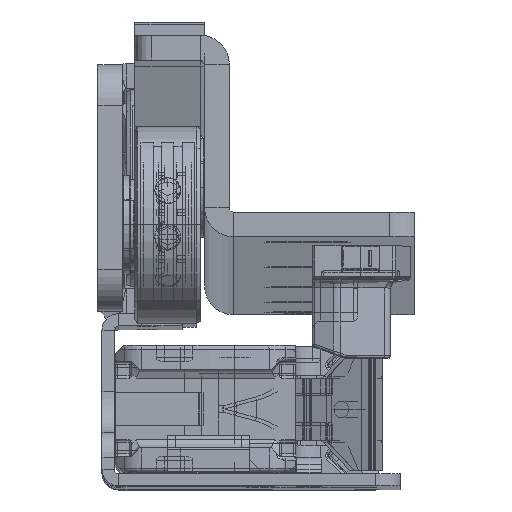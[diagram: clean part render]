
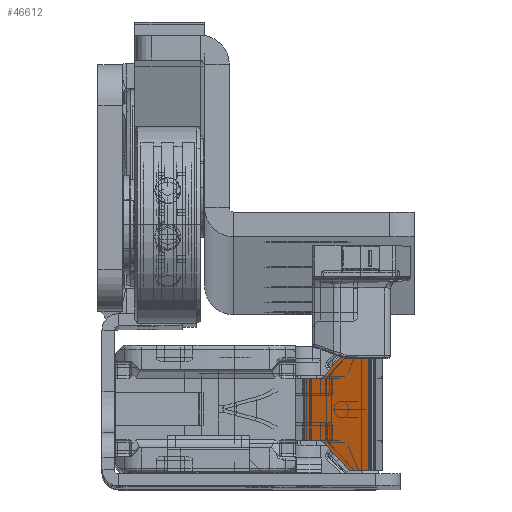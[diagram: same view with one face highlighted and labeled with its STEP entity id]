
A CAD part, top view. The second image highlights one B-rep face of the part: STEP entity #46612.
In plain terms, the highlighted face is planar.
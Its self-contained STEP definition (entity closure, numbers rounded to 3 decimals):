
#592 = DIRECTION ( 'NONE',  ( 0., 0.707, -0.707 ) ) ;
#1123 = VERTEX_POINT ( 'NONE', #65487 ) ;
#4221 = EDGE_CURVE ( 'NONE', #119601, #19842, #34647, .T. ) ;
#4306 = ORIENTED_EDGE ( 'NONE', *, *, #111325, .T. ) ;
#4874 = CARTESIAN_POINT ( 'NONE',  ( 0., 6., 7.5 ) ) ;
#6596 = DIRECTION ( 'NONE',  ( 0., -1., 0. ) ) ;
#6911 = VECTOR ( 'NONE', #115562, 1000. ) ;
#7693 = ORIENTED_EDGE ( 'NONE', *, *, #67528, .T. ) ;
#7912 = CARTESIAN_POINT ( 'NONE',  ( 0., -2.777, 3.75 ) ) ;
#10644 = CARTESIAN_POINT ( 'NONE',  ( 0., 6., -7.5 ) ) ;
#10927 = ORIENTED_EDGE ( 'NONE', *, *, #125397, .F. ) ;
#11662 = LINE ( 'NONE', #116490, #117951 ) ;
#12011 = LINE ( 'NONE', #83497, #123141 ) ;
#12375 = VERTEX_POINT ( 'NONE', #52578 ) ;
#14049 = VERTEX_POINT ( 'NONE', #24088 ) ;
#15573 = CARTESIAN_POINT ( 'NONE',  ( 0., -2.777, -3.75 ) ) ;
#17038 = VERTEX_POINT ( 'NONE', #41128 ) ;
#17117 = PLANE ( 'NONE',  #121122 ) ;
#18884 = CARTESIAN_POINT ( 'NONE',  ( 0., 3.25, -7.5 ) ) ;
#19842 = VERTEX_POINT ( 'NONE', #38223 ) ;
#19856 = VECTOR ( 'NONE', #592, 1000. ) ;
#20725 = VERTEX_POINT ( 'NONE', #7912 ) ;
#21565 = CARTESIAN_POINT ( 'NONE',  ( 0., -0.914, 4.75 ) ) ;
#24088 = CARTESIAN_POINT ( 'NONE',  ( 0., 6., -7.5 ) ) ;
#28304 = EDGE_CURVE ( 'NONE', #12375, #14049, #94405, .T. ) ;
#28655 = AXIS2_PLACEMENT_3D ( 'NONE', #21565, #50225, #92370 ) ;
#34647 = LINE ( 'NONE', #97248, #91911 ) ;
#36268 = EDGE_CURVE ( 'NONE', #97550, #14049, #50851, .T. ) ;
#38223 = CARTESIAN_POINT ( 'NONE',  ( 0., -0.914, -3.75 ) ) ;
#38810 = CARTESIAN_POINT ( 'NONE',  ( 0., 3.25, 7.5 ) ) ;
#41128 = CARTESIAN_POINT ( 'NONE',  ( 0., -0.207, -4.043 ) ) ;
#41995 = DIRECTION ( 'NONE',  ( 0., 1., 0. ) ) ;
#44928 = ORIENTED_EDGE ( 'NONE', *, *, #130816, .T. ) ;
#46612 = ADVANCED_FACE ( 'NONE', ( #49116 ), #17117, .F. ) ;
#48475 = CARTESIAN_POINT ( 'NONE',  ( 0., -0.914, -4.75 ) ) ;
#49116 = FACE_OUTER_BOUND ( 'NONE', #128139, .T. ) ;
#50225 = DIRECTION ( 'NONE',  ( -1., 0., 0. ) ) ;
#50851 = LINE ( 'NONE', #10644, #69286 ) ;
#52578 = CARTESIAN_POINT ( 'NONE',  ( 0., 6., 7.5 ) ) ;
#52807 = DIRECTION ( 'NONE',  ( 0., -0.707, -0.707 ) ) ;
#53595 = CARTESIAN_POINT ( 'NONE',  ( 0., 6., 7.5 ) ) ;
#55726 = ORIENTED_EDGE ( 'NONE', *, *, #28304, .F. ) ;
#57020 = CARTESIAN_POINT ( 'NONE',  ( 0., -3.801, 3.75 ) ) ;
#58361 = LINE ( 'NONE', #57020, #113227 ) ;
#59423 = VECTOR ( 'NONE', #52807, 1000. ) ;
#65487 = CARTESIAN_POINT ( 'NONE',  ( 0., -0.914, 3.75 ) ) ;
#65647 = LINE ( 'NONE', #115430, #59423 ) ;
#67528 = EDGE_CURVE ( 'NONE', #95946, #101094, #65647, .T. ) ;
#67622 = ORIENTED_EDGE ( 'NONE', *, *, #73910, .T. ) ;
#69286 = VECTOR ( 'NONE', #41995, 1000. ) ;
#73910 = EDGE_CURVE ( 'NONE', #17038, #97550, #113599, .T. ) ;
#75137 = AXIS2_PLACEMENT_3D ( 'NONE', #48475, #89952, #132902 ) ;
#76832 = DIRECTION ( 'NONE',  ( 0., 1., 0. ) ) ;
#80025 = CARTESIAN_POINT ( 'NONE',  ( 0., -0.207, 4.043 ) ) ;
#82149 = DIRECTION ( 'NONE',  ( 0., 0., -1. ) ) ;
#83196 = ORIENTED_EDGE ( 'NONE', *, *, #98386, .T. ) ;
#83497 = CARTESIAN_POINT ( 'NONE',  ( 0., -2.777, 7.5 ) ) ;
#87299 = CIRCLE ( 'NONE', #28655, 1. ) ;
#88559 = DIRECTION ( 'NONE',  ( 0., -1., 0. ) ) ;
#89952 = DIRECTION ( 'NONE',  ( -1., 0., 0. ) ) ;
#91894 = ORIENTED_EDGE ( 'NONE', *, *, #36268, .T. ) ;
#91911 = VECTOR ( 'NONE', #76832, 1000. ) ;
#92370 = DIRECTION ( 'NONE',  ( 0., -1., 0. ) ) ;
#94405 = LINE ( 'NONE', #53595, #6911 ) ;
#95946 = VERTEX_POINT ( 'NONE', #38810 ) ;
#97248 = CARTESIAN_POINT ( 'NONE',  ( 0., -3.801, -3.75 ) ) ;
#97550 = VERTEX_POINT ( 'NONE', #18884 ) ;
#98386 = EDGE_CURVE ( 'NONE', #1123, #20725, #58361, .T. ) ;
#100133 = DIRECTION ( 'NONE',  ( -1., 0., 0. ) ) ;
#100154 = ORIENTED_EDGE ( 'NONE', *, *, #132812, .T. ) ;
#101094 = VERTEX_POINT ( 'NONE', #80025 ) ;
#104720 = CARTESIAN_POINT ( 'NONE',  ( 0., 3.25, -7.5 ) ) ;
#111325 = EDGE_CURVE ( 'NONE', #101094, #1123, #87299, .T. ) ;
#113227 = VECTOR ( 'NONE', #6596, 1000. ) ;
#113599 = LINE ( 'NONE', #104720, #19856 ) ;
#115430 = CARTESIAN_POINT ( 'NONE',  ( 0., 3.25, 7.5 ) ) ;
#115562 = DIRECTION ( 'NONE',  ( 0., 0., -1. ) ) ;
#116490 = CARTESIAN_POINT ( 'NONE',  ( 0., 6., 7.5 ) ) ;
#117951 = VECTOR ( 'NONE', #125385, 1000. ) ;
#119601 = VERTEX_POINT ( 'NONE', #15573 ) ;
#121122 = AXIS2_PLACEMENT_3D ( 'NONE', #4874, #100133, #88559 ) ;
#123141 = VECTOR ( 'NONE', #82149, 1000. ) ;
#125385 = DIRECTION ( 'NONE',  ( 0., 1., 0. ) ) ;
#125397 = EDGE_CURVE ( 'NONE', #95946, #12375, #11662, .T. ) ;
#126114 = ORIENTED_EDGE ( 'NONE', *, *, #4221, .T. ) ;
#128139 = EDGE_LOOP ( 'NONE', ( #4306, #83196, #100154, #126114, #44928, #67622, #91894, #55726, #10927, #7693 ) ) ;
#130816 = EDGE_CURVE ( 'NONE', #19842, #17038, #133881, .T. ) ;
#132812 = EDGE_CURVE ( 'NONE', #20725, #119601, #12011, .T. ) ;
#132902 = DIRECTION ( 'NONE',  ( 0., -1., 0. ) ) ;
#133881 = CIRCLE ( 'NONE', #75137, 1. ) ;
